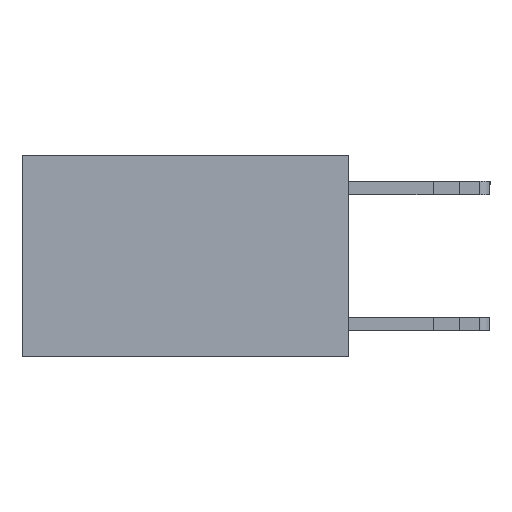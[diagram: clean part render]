
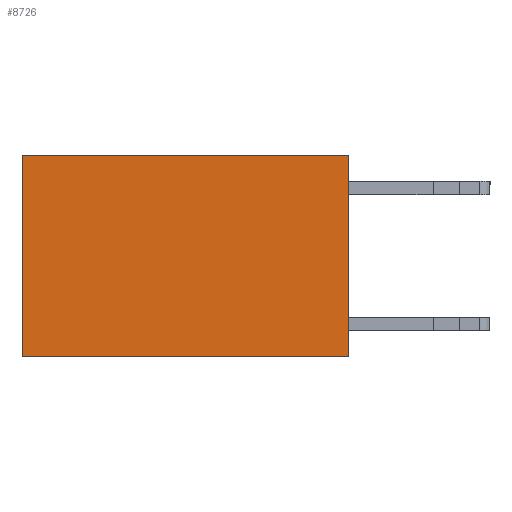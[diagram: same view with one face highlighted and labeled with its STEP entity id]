
A CAD part, left-side view. The second image highlights one B-rep face of the part: STEP entity #8726.
In plain terms, the highlighted planar face has unit normal (-1, 0, 0).
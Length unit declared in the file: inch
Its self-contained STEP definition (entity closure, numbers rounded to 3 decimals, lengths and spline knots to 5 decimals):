
#782 = CARTESIAN_POINT ( 'NONE',  ( 0.2625, 0., 0. ) ) ;
#885 = ORIENTED_EDGE ( 'NONE', *, *, #5738, .T. ) ;
#1073 = CARTESIAN_POINT ( 'NONE',  ( 0.2625, 0., 0. ) ) ;
#1160 = VECTOR ( 'NONE', #5172, 39.37008 ) ;
#1233 = CARTESIAN_POINT ( 'NONE',  ( 0.2625, 0.6, 0. ) ) ;
#2349 = EDGE_LOOP ( 'NONE', ( #7589, #5732, #12827, #885 ) ) ;
#3041 = EDGE_CURVE ( 'NONE', #15272, #10858, #10086, .T. ) ;
#3093 = LINE ( 'NONE', #6756, #3569 ) ;
#3569 = VECTOR ( 'NONE', #11999, 39.37008 ) ;
#3700 = VECTOR ( 'NONE', #11799, 39.37008 ) ;
#5060 = DIRECTION ( 'NONE',  ( 0., 0., -1. ) ) ;
#5172 = DIRECTION ( 'NONE',  ( 0., 1., 0. ) ) ;
#5732 = ORIENTED_EDGE ( 'NONE', *, *, #3041, .F. ) ;
#5738 = EDGE_CURVE ( 'NONE', #8784, #11297, #3093, .T. ) ;
#6302 = LINE ( 'NONE', #11465, #3700 ) ;
#6756 = CARTESIAN_POINT ( 'NONE',  ( 0.2625, 0., 0. ) ) ;
#7513 = DIRECTION ( 'NONE',  ( 1., 0., 0. ) ) ;
#7589 = ORIENTED_EDGE ( 'NONE', *, *, #14731, .T. ) ;
#8678 = PLANE ( 'NONE',  #16574 ) ;
#8726 = ADVANCED_FACE ( 'NONE', ( #16639 ), #8678, .F. ) ;
#8784 = VERTEX_POINT ( 'NONE', #15118 ) ;
#10086 = LINE ( 'NONE', #16584, #1160 ) ;
#10858 = VERTEX_POINT ( 'NONE', #15926 ) ;
#11117 = DIRECTION ( 'NONE',  ( 0., 0., -1. ) ) ;
#11297 = VERTEX_POINT ( 'NONE', #1233 ) ;
#11465 = CARTESIAN_POINT ( 'NONE',  ( 0.2625, 0.6, 0. ) ) ;
#11799 = DIRECTION ( 'NONE',  ( 0., 0., -1. ) ) ;
#11999 = DIRECTION ( 'NONE',  ( 0., 1., 0. ) ) ;
#12096 = CARTESIAN_POINT ( 'NONE',  ( 0.2625, 0., -0.37 ) ) ;
#12384 = EDGE_CURVE ( 'NONE', #8784, #15272, #13801, .T. ) ;
#12827 = ORIENTED_EDGE ( 'NONE', *, *, #12384, .F. ) ;
#13801 = LINE ( 'NONE', #782, #14793 ) ;
#14731 = EDGE_CURVE ( 'NONE', #11297, #10858, #6302, .T. ) ;
#14793 = VECTOR ( 'NONE', #11117, 39.37008 ) ;
#15118 = CARTESIAN_POINT ( 'NONE',  ( 0.2625, 0., 0. ) ) ;
#15272 = VERTEX_POINT ( 'NONE', #12096 ) ;
#15926 = CARTESIAN_POINT ( 'NONE',  ( 0.2625, 0.6, -0.37 ) ) ;
#16574 = AXIS2_PLACEMENT_3D ( 'NONE', #1073, #7513, #5060 ) ;
#16584 = CARTESIAN_POINT ( 'NONE',  ( 0.2625, 0., -0.37 ) ) ;
#16639 = FACE_OUTER_BOUND ( 'NONE', #2349, .T. ) ;
